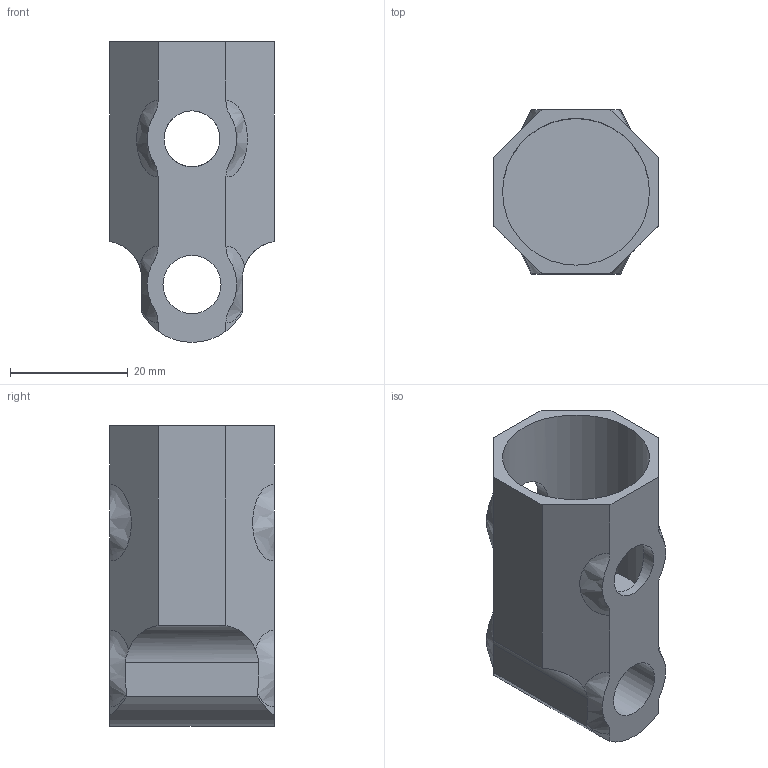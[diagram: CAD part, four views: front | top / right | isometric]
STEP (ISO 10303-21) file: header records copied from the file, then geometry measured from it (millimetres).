
FILE_DESCRIPTION(/* description */ (''),/* implementation_level */ '2;1');
FILE_NAME(/* name */ 'tether_mount_revb.stp',/* time_stamp */ '2020-08-17T15:27:06-04:00',/* author */ ('bhc'),/* organization */ (''),/* preprocessor_version */ 'ST-DEVELOPER v15.6',/* originating_system */ 'Autodesk Inventor 2015',/* authorisation */ '');
FILE_SCHEMA (('AUTOMOTIVE_DESIGN { 1 0 10303 214 3 1 1 }'));
Length unit declared in the file: inch
Products named in the file (1): tether_mount
Bounding box: 27.94 x 27.94 x 51.19 mm (x, y, z)
Volume: 11930.3 mm3; surface area: 8662.6 mm2
Topology: 1 solids, 1 shells, 31 faces, 135 edges, 136 vertices
Faces by surface type: plane 16, bspline 8, cylinder 7
Full cylindrical faces by diameter (mm): 9.525 x2, 9.881 x1, 25 x1
Entity records: 1978 total; most frequent: CARTESIAN_POINT 992, ORIENTED_EDGE 192, DIRECTION 174, EDGE_CURVE 96, VERTEX_POINT 72, AXIS2_PLACEMENT_3D 59, LINE 56, VECTOR 56
